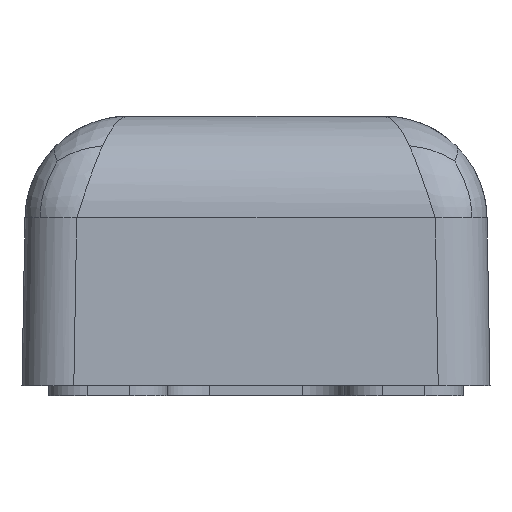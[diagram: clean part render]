
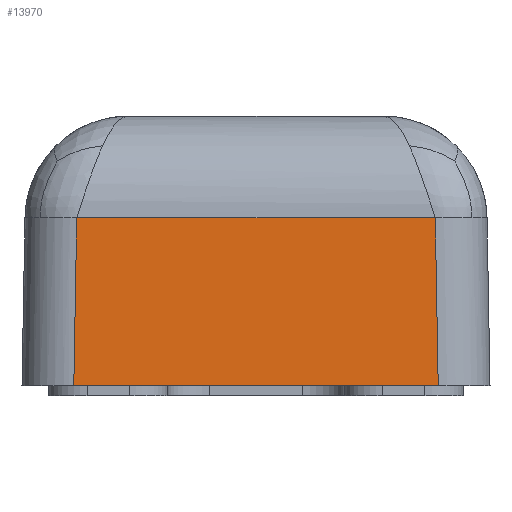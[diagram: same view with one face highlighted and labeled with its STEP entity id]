
A CAD part, left-side view. The second image highlights one B-rep face of the part: STEP entity #13970.
In plain terms, the highlighted planar face has unit normal (-1, 0, 0.018).
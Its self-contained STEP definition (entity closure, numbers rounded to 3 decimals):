
#4870=CARTESIAN_POINT('',(-9.3,5.199,
17.175));
#4880=VERTEX_POINT('',#4870);
#6840=CARTESIAN_POINT('',(-9.3,0.,17.175));
#6850=DIRECTION('',(0.,-1.,0.));
#6860=VECTOR('',#6850,1.);
#6870=LINE('',#6840,#6860);
#6880=CARTESIAN_POINT('',(-9.3,39.801,
17.175));
#6890=VERTEX_POINT('',#6880);
#6900=EDGE_CURVE('',#6890,#4880,#6870,.T.);
#13340=CARTESIAN_POINT('',(-9.583,4.917,1.));
#13350=VERTEX_POINT('',#13340);
#13380=CARTESIAN_POINT('',(-9.599,4.901,
0.087));
#13390=DIRECTION('',(-0.017,-0.017,
-1.));
#13400=VECTOR('',#13390,1.);
#13410=LINE('',#13380,#13400);
#13420=EDGE_CURVE('',#4880,#13350,#13410,.T.);
#13550=CARTESIAN_POINT('',(-9.599,40.099,
0.087));
#13560=DIRECTION('',(-0.017,0.017,
-1.));
#13570=VECTOR('',#13560,1.);
#13580=LINE('',#13550,#13570);
#13590=CARTESIAN_POINT('',(-9.583,40.083,
1.));
#13600=VERTEX_POINT('',#13590);
#13610=EDGE_CURVE('',#6890,#13600,#13580,.T.);
#13810=CARTESIAN_POINT('',(-9.402,0.,11.323));
#13820=DIRECTION('',(-1.,0.,0.017));
#13830=DIRECTION('',(0.,1.,0.));
#13840=AXIS2_PLACEMENT_3D('',#13810,#13820,#13830);
#13850=PLANE('',#13840);
#13860=CARTESIAN_POINT('',(-9.583,0.,1.));
#13870=DIRECTION('',(0.,-1.,0.));
#13880=VECTOR('',#13870,1.);
#13890=LINE('',#13860,#13880);
#13900=EDGE_CURVE('',#13600,#13350,#13890,.T.);
#13910=ORIENTED_EDGE('',*,*,#13900,.T.);
#13920=ORIENTED_EDGE('',*,*,#13610,.T.);
#13930=ORIENTED_EDGE('',*,*,#6900,.F.);
#13940=ORIENTED_EDGE('',*,*,#13420,.F.);
#13950=EDGE_LOOP('',(#13940,#13930,#13920,#13910));
#13960=FACE_OUTER_BOUND('',#13950,.T.);
#13970=ADVANCED_FACE('',(#13960),#13850,.T.);
